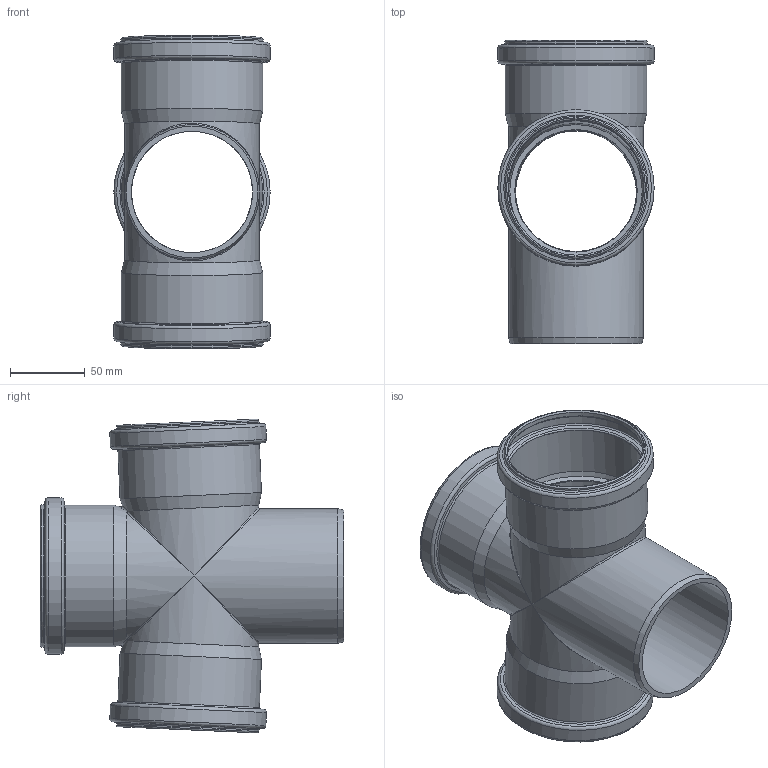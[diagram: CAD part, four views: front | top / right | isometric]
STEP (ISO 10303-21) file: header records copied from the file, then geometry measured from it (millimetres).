
FILE_DESCRIPTION(/* description */ (''),/* implementation_level */ '2;1');
FILE_NAME(/* name */ '334900 SKOLANsafeDA Doppelabzweig DN_OD 90_90_90_87°.stp',/* time_stamp */ '2018-01-09T11:31:52+01:00',/* author */ ('user1'),/* organization */ (''),/* preprocessor_version */ 'ST-DEVELOPER v16.1',/* originating_system */ 'Autodesk Inventor 2016',/* authorisation */ '');
FILE_SCHEMA (('AUTOMOTIVE_DESIGN { 1 0 10303 214 3 1 1 }'));
Length unit declared in the file: millimetre
Products named in the file (1): 334900 SKOLANsafeDA Doppelabzweig DN_OD 90_90_90_87°
Bounding box: 104.5 x 203 x 209.86 mm (x, y, z)
Volume: 290749.9 mm3; surface area: 187326.8 mm2
Topology: 1 solids, 1 shells, 100 faces, 214 edges, 109 vertices
Faces by surface type: torus 33, cylinder 30, cone 22, bspline 8, plane 7
Full cylindrical faces by diameter (mm): 81.2 x4, 90.2 x1, 90.5 x3, 90.8 x6, 94.7 x3, 95 x3, 100.3 x3, 104.5 x3
Entity records: 2607 total; most frequent: CARTESIAN_POINT 828, DIRECTION 394, ORIENTED_EDGE 240, AXIS2_PLACEMENT_3D 197, EDGE_LOOP 188, EDGE_CURVE 120, VERTEX_POINT 104, FACE_OUTER_BOUND 100
